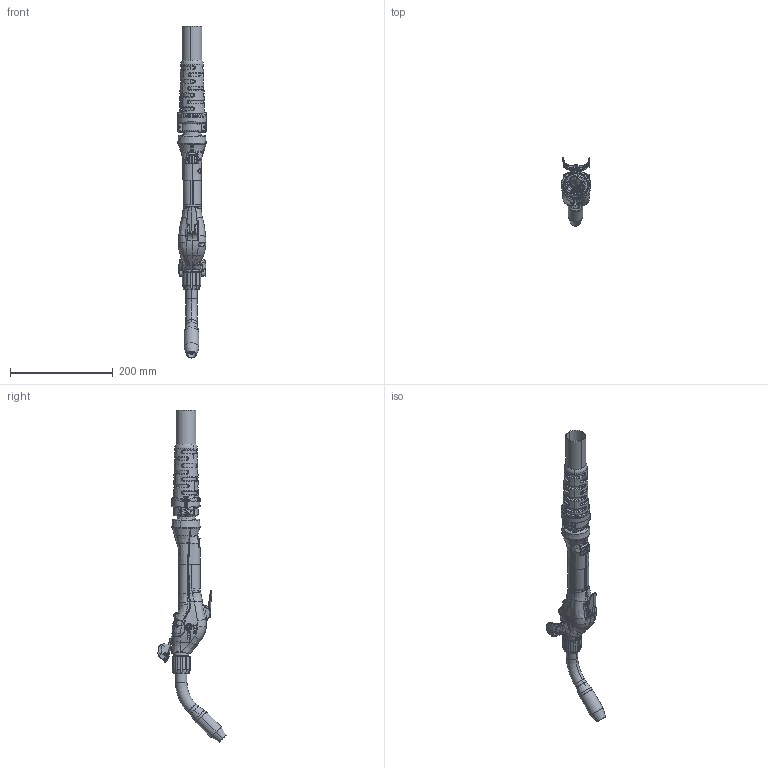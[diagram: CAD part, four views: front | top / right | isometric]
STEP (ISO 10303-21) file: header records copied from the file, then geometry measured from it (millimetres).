
FILE_DESCRIPTION (( 'STEP AP214' ), '1' );
FILE_NAME ('NEW ALUMAPRO.STEP', '2020-05-26T21:08:46', ( '' ), ( '' ), 'SwSTEP 2.0', 'SolidWorks 2017', '' );
FILE_SCHEMA (( 'AUTOMOTIVE_DESIGN' ));
Length unit declared in the file: millimetre
Products named in the file (1): NEW ALUMAPRO
Bounding box: 57.22 x 132.87 x 647.77 mm (x, y, z)
Surface area: 157548.2 mm2 (no closed solid volume)
Topology: 0 solids, 43 shells, 1829 faces, 6530 edges, 4500 vertices
Faces by surface type: bspline 785, plane 446, cylinder 366, cone 144, torus 74, sphere 14
Entity records: 135271 total; most frequent: CARTESIAN_POINT 70723, ORIENTED_EDGE 10312, EDGE_CURVE 6508, DIRECTION 6438, VERTEX_POINT 4498, B_SPLINE_CURVE_WITH_KNOTS 2711, AXIS2_PLACEMENT_3D 2370, EDGE_LOOP 1910
